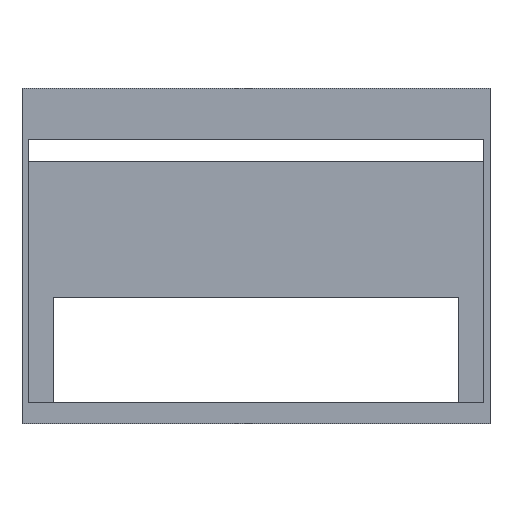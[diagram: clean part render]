
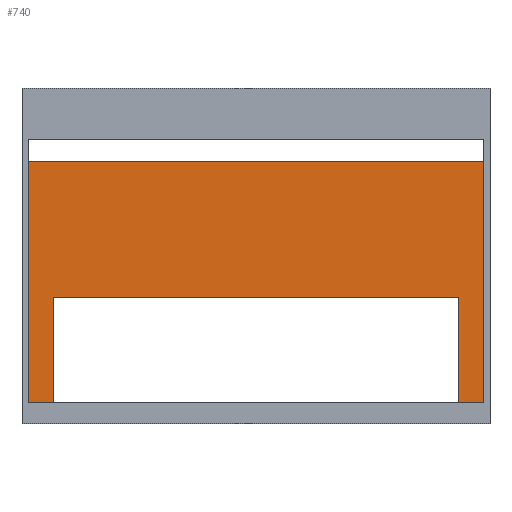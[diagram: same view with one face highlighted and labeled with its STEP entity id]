
A CAD part, top view. The second image highlights one B-rep face of the part: STEP entity #740.
In plain terms, the highlighted planar face has unit normal (0, 0, 1).
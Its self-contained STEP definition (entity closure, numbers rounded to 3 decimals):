
#37=FACE_OUTER_BOUND('',#76,.T.);
#76=EDGE_LOOP('',(#558,#559,#560,#561,#562,#563,#564,#565));
#116=LINE('',#1014,#219);
#127=LINE('',#1035,#230);
#139=LINE('',#1060,#242);
#157=LINE('',#1097,#260);
#160=LINE('',#1102,#263);
#161=LINE('',#1103,#264);
#162=LINE('',#1105,#265);
#163=LINE('',#1106,#266);
#219=VECTOR('',#830,10.);
#230=VECTOR('',#845,10.);
#242=VECTOR('',#863,10.);
#260=VECTOR('',#885,10.);
#263=VECTOR('',#890,10.);
#264=VECTOR('',#891,10.);
#265=VECTOR('',#892,10.);
#266=VECTOR('',#893,10.);
#322=VERTEX_POINT('',#1012);
#323=VERTEX_POINT('',#1013);
#331=VERTEX_POINT('',#1033);
#341=VERTEX_POINT('',#1059);
#357=VERTEX_POINT('',#1095);
#358=VERTEX_POINT('',#1096);
#359=VERTEX_POINT('',#1101);
#360=VERTEX_POINT('',#1104);
#392=EDGE_CURVE('',#322,#323,#116,.T.);
#403=EDGE_CURVE('',#331,#323,#127,.T.);
#416=EDGE_CURVE('',#322,#341,#139,.T.);
#434=EDGE_CURVE('',#357,#358,#157,.T.);
#437=EDGE_CURVE('',#359,#331,#160,.T.);
#438=EDGE_CURVE('',#359,#357,#161,.T.);
#439=EDGE_CURVE('',#358,#360,#162,.T.);
#440=EDGE_CURVE('',#341,#360,#163,.T.);
#558=ORIENTED_EDGE('',*,*,#392,.T.);
#559=ORIENTED_EDGE('',*,*,#403,.F.);
#560=ORIENTED_EDGE('',*,*,#437,.F.);
#561=ORIENTED_EDGE('',*,*,#438,.T.);
#562=ORIENTED_EDGE('',*,*,#434,.T.);
#563=ORIENTED_EDGE('',*,*,#439,.T.);
#564=ORIENTED_EDGE('',*,*,#440,.F.);
#565=ORIENTED_EDGE('',*,*,#416,.F.);
#707=PLANE('',#789);
#740=ADVANCED_FACE('',(#37),#707,.T.);
#789=AXIS2_PLACEMENT_3D('',#1100,#888,#889);
#830=DIRECTION('',(-1.,0.,0.));
#845=DIRECTION('',(0.,1.,0.));
#863=DIRECTION('',(0.,-1.,0.));
#885=DIRECTION('',(1.,0.,0.));
#888=DIRECTION('center_axis',(0.,0.,1.));
#889=DIRECTION('ref_axis',(1.,0.,0.));
#890=DIRECTION('',(-1.,0.,0.));
#891=DIRECTION('',(0.,1.,0.));
#892=DIRECTION('',(0.,-1.,0.));
#893=DIRECTION('',(-1.,0.,0.));
#1012=CARTESIAN_POINT('',(340.,27.8,5.));
#1013=CARTESIAN_POINT('',(-20.,27.8,5.));
#1014=CARTESIAN_POINT('',(160.,27.8,5.));
#1033=CARTESIAN_POINT('',(-20.,-162.2,5.));
#1035=CARTESIAN_POINT('',(-20.,-110.2,5.));
#1059=CARTESIAN_POINT('',(340.,-162.2,5.));
#1060=CARTESIAN_POINT('',(340.,-6.2,5.));
#1095=CARTESIAN_POINT('',(0.,-79.1,5.));
#1096=CARTESIAN_POINT('',(320.,-79.1,5.));
#1097=CARTESIAN_POINT('',(160.,-79.1,5.));
#1100=CARTESIAN_POINT('Origin',(160.,-58.2,5.));
#1101=CARTESIAN_POINT('',(0.,-162.2,5.));
#1102=CARTESIAN_POINT('',(250.,-162.2,5.));
#1103=CARTESIAN_POINT('',(0.,-118.65,5.));
#1104=CARTESIAN_POINT('',(320.,-162.2,5.));
#1105=CARTESIAN_POINT('',(320.,-118.65,5.));
#1106=CARTESIAN_POINT('',(250.,-162.2,5.));
